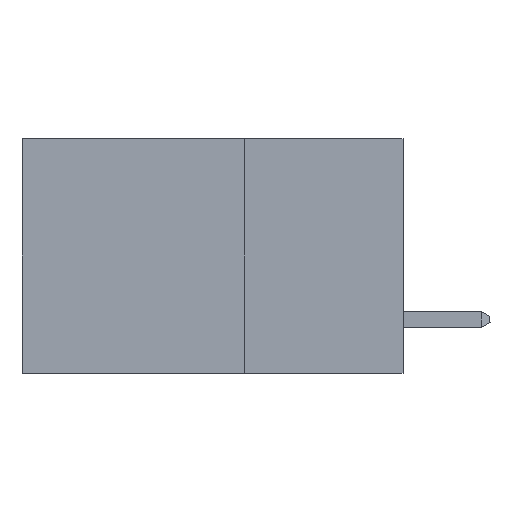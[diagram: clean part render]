
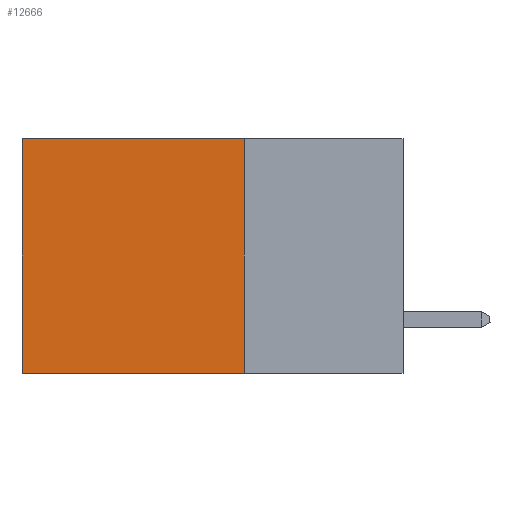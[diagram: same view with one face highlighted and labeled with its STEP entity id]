
A CAD part, left-side view. The second image highlights one B-rep face of the part: STEP entity #12666.
In plain terms, the highlighted planar face has unit normal (-1, 0, 0).
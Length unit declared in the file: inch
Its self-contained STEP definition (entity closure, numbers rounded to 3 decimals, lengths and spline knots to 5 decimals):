
#2060 = DIRECTION ( 'NONE',  ( 0., 0., -1. ) ) ;
#2648 = EDGE_CURVE ( 'NONE', #32990, #20208, #12739, .T. ) ;
#3066 = VERTEX_POINT ( 'NONE', #17305 ) ;
#3941 = DIRECTION ( 'NONE',  ( 0., 1., 0. ) ) ;
#4351 = FACE_OUTER_BOUND ( 'NONE', #27806, .T. ) ;
#4867 = PLANE ( 'NONE',  #19731 ) ;
#5066 = DIRECTION ( 'NONE',  ( 0., 0., -1. ) ) ;
#7658 = DIRECTION ( 'NONE',  ( 1., 0., 0. ) ) ;
#8651 = DIRECTION ( 'NONE',  ( 0., 0., -1. ) ) ;
#12486 = CARTESIAN_POINT ( 'NONE',  ( 0.2875, 0.25, 0. ) ) ;
#12666 = ADVANCED_FACE ( 'NONE', ( #4351 ), #4867, .F. ) ;
#12739 = LINE ( 'NONE', #35330, #26641 ) ;
#14729 = LINE ( 'NONE', #16902, #26021 ) ;
#16902 = CARTESIAN_POINT ( 'NONE',  ( 0.2875, 0.6, 0. ) ) ;
#17305 = CARTESIAN_POINT ( 'NONE',  ( 0.2875, 0.6, 0. ) ) ;
#17552 = CARTESIAN_POINT ( 'NONE',  ( 0.2875, 0.25, 0. ) ) ;
#19731 = AXIS2_PLACEMENT_3D ( 'NONE', #35489, #7658, #2060 ) ;
#20149 = EDGE_CURVE ( 'NONE', #3066, #23813, #14729, .T. ) ;
#20208 = VERTEX_POINT ( 'NONE', #26216 ) ;
#21030 = LINE ( 'NONE', #17552, #21887 ) ;
#21887 = VECTOR ( 'NONE', #3941, 39.37008 ) ;
#22570 = EDGE_CURVE ( 'NONE', #32990, #3066, #21030, .T. ) ;
#23813 = VERTEX_POINT ( 'NONE', #30703 ) ;
#24214 = ORIENTED_EDGE ( 'NONE', *, *, #22570, .T. ) ;
#24290 = ORIENTED_EDGE ( 'NONE', *, *, #20149, .T. ) ;
#24425 = VECTOR ( 'NONE', #33674, 39.37008 ) ;
#26021 = VECTOR ( 'NONE', #8651, 39.37008 ) ;
#26216 = CARTESIAN_POINT ( 'NONE',  ( 0.2875, 0.25, -0.37 ) ) ;
#26641 = VECTOR ( 'NONE', #5066, 39.37008 ) ;
#27806 = EDGE_LOOP ( 'NONE', ( #24290, #33705, #30991, #24214 ) ) ;
#27908 = EDGE_CURVE ( 'NONE', #20208, #23813, #29646, .T. ) ;
#29646 = LINE ( 'NONE', #34146, #24425 ) ;
#30703 = CARTESIAN_POINT ( 'NONE',  ( 0.2875, 0.6, -0.37 ) ) ;
#30991 = ORIENTED_EDGE ( 'NONE', *, *, #2648, .F. ) ;
#32990 = VERTEX_POINT ( 'NONE', #12486 ) ;
#33674 = DIRECTION ( 'NONE',  ( 0., 1., 0. ) ) ;
#33705 = ORIENTED_EDGE ( 'NONE', *, *, #27908, .F. ) ;
#34146 = CARTESIAN_POINT ( 'NONE',  ( 0.2875, 0.25, -0.37 ) ) ;
#35330 = CARTESIAN_POINT ( 'NONE',  ( 0.2875, 0.25, 0. ) ) ;
#35489 = CARTESIAN_POINT ( 'NONE',  ( 0.2875, 0.25, 0. ) ) ;
